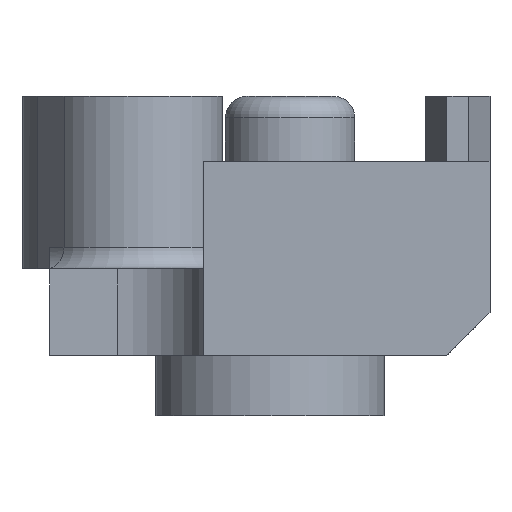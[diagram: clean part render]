
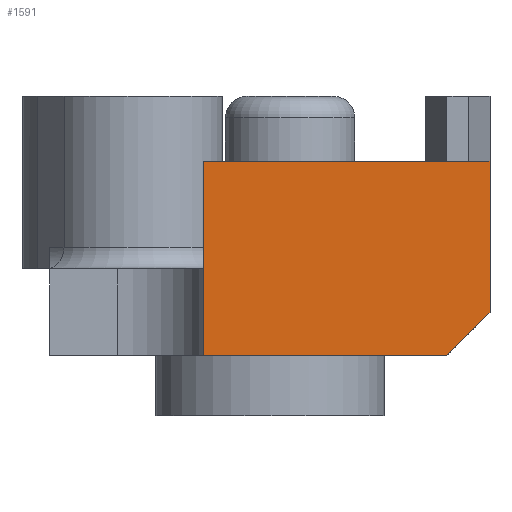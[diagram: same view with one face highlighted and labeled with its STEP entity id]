
A CAD part, front view. The second image highlights one B-rep face of the part: STEP entity #1591.
In plain terms, the highlighted planar face has unit normal (0, -1, 0).
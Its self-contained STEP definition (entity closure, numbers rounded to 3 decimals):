
#1531=CARTESIAN_POINT('Vertex',(3.57,-141.,4.5)) ;
#1534=CARTESIAN_POINT('Line Origine',(6.885,-141.,4.5)) ;
#1538=CARTESIAN_POINT('Vertex',(10.2,-141.,4.5)) ;
#1553=CARTESIAN_POINT('Axis2P3D Location',(3.57,-141.,0.)) ;
#1558=CARTESIAN_POINT('Line Origine',(10.2,-141.,2.75)) ;
#1562=CARTESIAN_POINT('Vertex',(10.2,-141.,1.)) ;
#1565=CARTESIAN_POINT('Line Origine',(3.57,-141.,2.25)) ;
#1569=CARTESIAN_POINT('Vertex',(3.57,-141.,0.)) ;
#1572=CARTESIAN_POINT('Line Origine',(6.385,-141.,0.)) ;
#1576=CARTESIAN_POINT('Vertex',(9.2,-141.,0.)) ;
#1579=CARTESIAN_POINT('Line Origine',(9.7,-141.,0.5)) ;
#1535=DIRECTION('Vector Direction',(-1.,0.,0.)) ;
#1554=DIRECTION('Axis2P3D Direction',(0.,-1.,0.)) ;
#1555=DIRECTION('Axis2P3D XDirection',(1.,0.,0.)) ;
#1559=DIRECTION('Vector Direction',(0.,0.,1.)) ;
#1566=DIRECTION('Vector Direction',(0.,0.,1.)) ;
#1573=DIRECTION('Vector Direction',(1.,0.,0.)) ;
#1580=DIRECTION('Vector Direction',(-0.707,0.,-0.707)) ;
#1556=AXIS2_PLACEMENT_3D('Plane Axis2P3D',#1553,#1554,#1555) ;
#1585=ORIENTED_EDGE('',*,*,#1564,.T.) ;
#1586=ORIENTED_EDGE('',*,*,#1540,.F.) ;
#1587=ORIENTED_EDGE('',*,*,#1571,.F.) ;
#1588=ORIENTED_EDGE('',*,*,#1578,.T.) ;
#1589=ORIENTED_EDGE('',*,*,#1583,.F.) ;
#1536=VECTOR('Line Direction',#1535,1.) ;
#1560=VECTOR('Line Direction',#1559,1.) ;
#1567=VECTOR('Line Direction',#1566,1.) ;
#1574=VECTOR('Line Direction',#1573,1.) ;
#1581=VECTOR('Line Direction',#1580,1.) ;
#1591=ADVANCED_FACE('Corps principal',(#1590),#1557,.T.) ;
#1540=EDGE_CURVE('',#1532,#1539,#1537,.F.) ;
#1564=EDGE_CURVE('',#1563,#1539,#1561,.T.) ;
#1571=EDGE_CURVE('',#1570,#1532,#1568,.T.) ;
#1578=EDGE_CURVE('',#1570,#1577,#1575,.T.) ;
#1583=EDGE_CURVE('',#1563,#1577,#1582,.T.) ;
#1584=EDGE_LOOP('',(#1585,#1586,#1587,#1588,#1589)) ;
#1590=FACE_OUTER_BOUND('',#1584,.T.) ;
#1537=LINE('Line',#1534,#1536) ;
#1561=LINE('Line',#1558,#1560) ;
#1568=LINE('Line',#1565,#1567) ;
#1575=LINE('Line',#1572,#1574) ;
#1582=LINE('Line',#1579,#1581) ;
#1557=PLANE('Plane',#1556) ;
#1532=VERTEX_POINT('',#1531) ;
#1539=VERTEX_POINT('',#1538) ;
#1563=VERTEX_POINT('',#1562) ;
#1570=VERTEX_POINT('',#1569) ;
#1577=VERTEX_POINT('',#1576) ;
